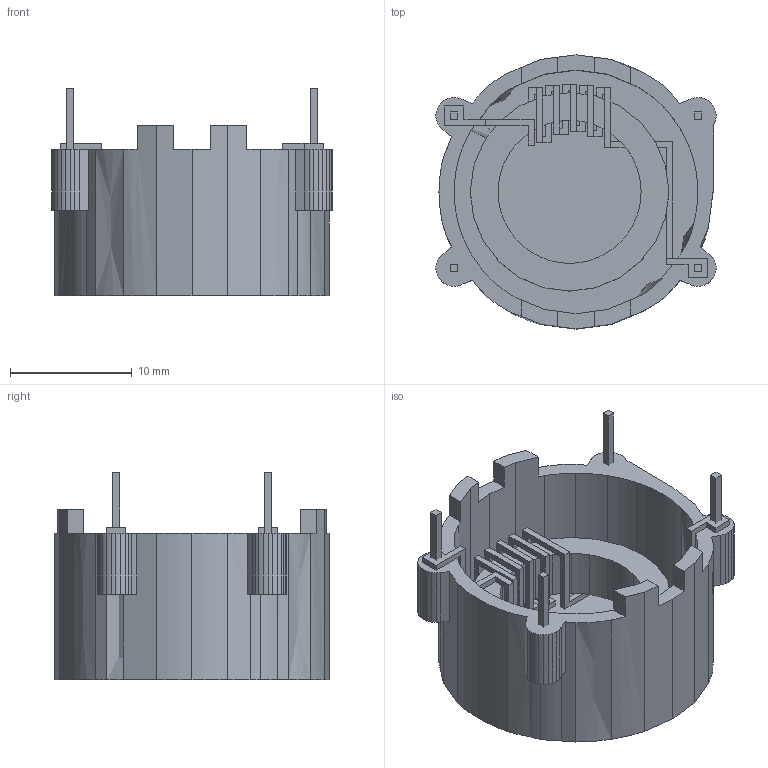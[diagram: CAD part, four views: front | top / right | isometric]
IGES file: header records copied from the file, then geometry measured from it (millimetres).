
Global section: file name: Filename.iges; native system: V0.1; preprocessor: V0.1; author: xxxxxx; date: 20120122.221849; units: millimetre
Bounding box: 23 x 22.5 x 17 mm (x, y, z)
Volume: 1844.1 mm3; surface area: 3416.2 mm2
Topology: 6 solids, 6 shells, 633 faces, 1838 edges, 1223 vertices
Faces by surface type: plane 546, cylinder 73, cone 14
